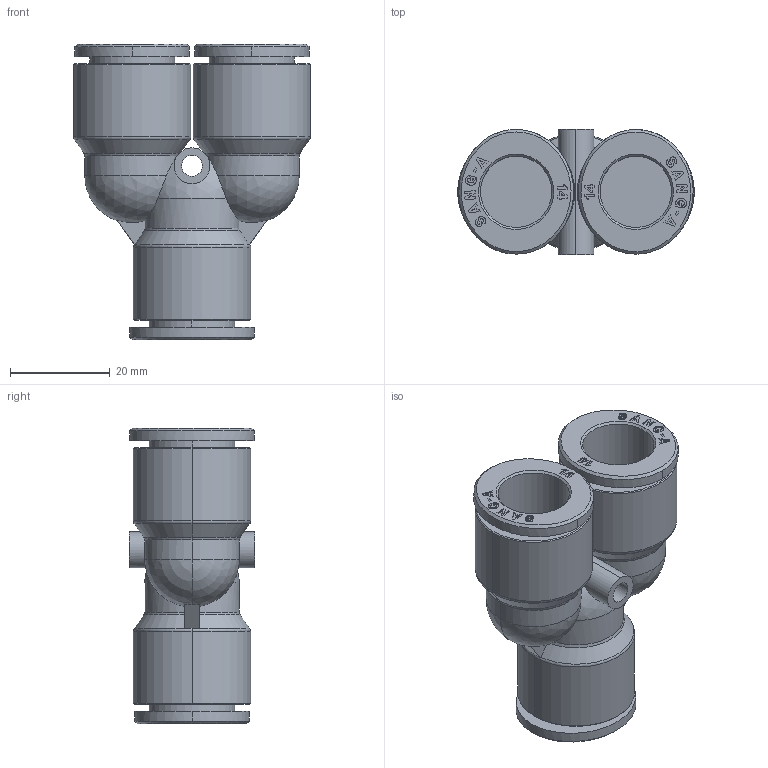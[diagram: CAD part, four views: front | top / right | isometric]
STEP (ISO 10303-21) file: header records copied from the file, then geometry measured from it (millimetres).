
FILE_DESCRIPTION((''),'2;1');
FILE_NAME('GPY 14(3D).stp','2012-12-26T19:07:35',(''),(''),'Mechanical Desktop.R8.0.24.0','Mechanical Desktop.R8.0.24.0',', , ');
FILE_SCHEMA(('CONFIG_CONTROL_DESIGN'));
Length unit declared in the file: millimetre
Products named in the file (2): GPY 14(3D); 睡ヶ1
Assembly tree (1 placements, depth 2):
  GPY 14(3D)
    睡ヶ1
Bounding box: 47.5 x 25.2 x 59.3 mm (x, y, z)
Volume: 24288.2 mm3; surface area: 13135.9 mm2
Topology: 1 solids, 1 shells, 501 faces, 1348 edges, 887 vertices
Faces by surface type: plane 323, bspline 93, cylinder 55, cone 18, sphere 6, torus 6
Entity records: 18375 total; most frequent: CARTESIAN_POINT 5869, ORIENTED_EDGE 2688, DIRECTION 2434, EDGE_CURVE 1344, VECTOR 970, LINE 970, VERTEX_POINT 887, AXIS2_PLACEMENT_3D 732
